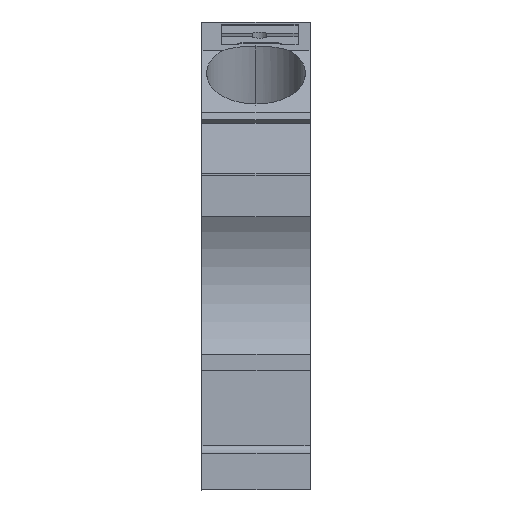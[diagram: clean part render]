
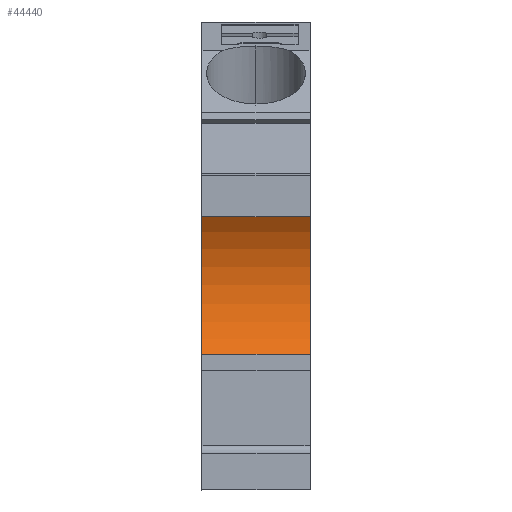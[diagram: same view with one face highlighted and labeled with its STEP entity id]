
A CAD part, front view. The second image highlights one B-rep face of the part: STEP entity #44440.
In plain terms, the highlighted cylindrical face has radius 13.2 mm (diameter 26.4 mm), a partial arc.
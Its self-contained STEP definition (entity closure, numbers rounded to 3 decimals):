
#2700=CARTESIAN_POINT('',(-42.104,15.45,
-42.52));
#2710=VERTEX_POINT('',#2700);
#2740=CARTESIAN_POINT('',(-52.789,23.2,
-42.52));
#2750=DIRECTION('',(0.,0.,-1.));
#2760=DIRECTION('',(1.,0.,0.));
#2770=AXIS2_PLACEMENT_3D('',#2740,#2750,#2760);
#2780=CIRCLE('',#2770,13.2);
#2790=CARTESIAN_POINT('',(-42.104,30.95,
-42.52));
#2800=VERTEX_POINT('',#2790);
#2810=EDGE_CURVE('',#2800,#2710,#2780,.T.);
#10260=CARTESIAN_POINT('',(-42.104,30.95,
-54.67));
#10270=VERTEX_POINT('',#10260);
#10300=CARTESIAN_POINT('',(-52.789,23.2,
-54.67));
#10310=DIRECTION('',(0.,0.,-1.));
#10320=DIRECTION('',(1.,0.,0.));
#10330=AXIS2_PLACEMENT_3D('',#10300,#10310,#10320);
#10340=CIRCLE('',#10330,13.2);
#10350=CARTESIAN_POINT('',(-42.104,15.45,
-54.67));
#10360=VERTEX_POINT('',#10350);
#10370=EDGE_CURVE('',#10270,#10360,#10340,.T.);
#34870=CARTESIAN_POINT('',(-42.104,15.45,
-54.67));
#34880=DIRECTION('',(0.,0.,-1.));
#34890=VECTOR('',#34880,1.);
#34900=LINE('',#34870,#34890);
#34910=EDGE_CURVE('',#2710,#10360,#34900,.T.);
#44280=CARTESIAN_POINT('',(-52.789,23.2,
-54.67));
#44290=DIRECTION('',(0.,0.,-1.));
#44300=DIRECTION('',(1.,0.,0.));
#44310=AXIS2_PLACEMENT_3D('',#44280,#44290,#44300);
#44320=CYLINDRICAL_SURFACE('',#44310,13.2);
#44330=ORIENTED_EDGE('',*,*,#10370,.T.);
#44340=CARTESIAN_POINT('',(-42.104,30.95,
-54.67));
#44350=DIRECTION('',(0.,0.,-1.));
#44360=VECTOR('',#44350,1.);
#44370=LINE('',#44340,#44360);
#44380=EDGE_CURVE('',#2800,#10270,#44370,.T.);
#44390=ORIENTED_EDGE('',*,*,#44380,.T.);
#44400=ORIENTED_EDGE('',*,*,#2810,.F.);
#44410=ORIENTED_EDGE('',*,*,#34910,.F.);
#44420=EDGE_LOOP('',(#44410,#44400,#44390,#44330));
#44430=FACE_OUTER_BOUND('',#44420,.T.);
#44440=ADVANCED_FACE('',(#44430),#44320,.F.);
